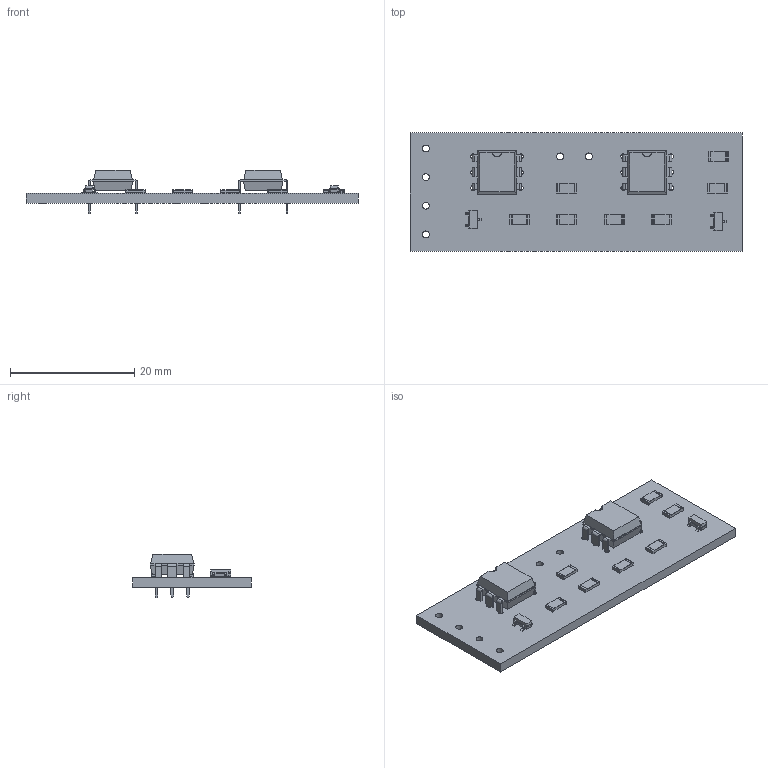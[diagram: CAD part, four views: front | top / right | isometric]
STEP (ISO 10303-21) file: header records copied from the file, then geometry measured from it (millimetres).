
FILE_DESCRIPTION(('KiCad electronic assembly'),'2;1');
FILE_NAME('motoVindicator.step','2021-07-19T11:25:13',('An Author'),( 'A Company'),'Open CASCADE STEP processor 6.9', 'KiCad to STEP converter','Unknown');
FILE_SCHEMA(('AUTOMOTIVE_DESIGN { 1 0 10303 214 1 1 1 1 }'));
Length unit declared in the file: millimetre
Products named in the file (8): Open CASCADE STEP translator 6.9 1; R_1206_3216Metric; SOLID; DIP-6_W7.62mm; SOT-23; COMPOUND
Assembly tree (15 placements, depth 3):
  Open CASCADE STEP translator 6.9 1
    R_1206_3216Metric  x7
      SOLID
    DIP-6_W7.62mm  x2
      SOLID
    SOT-23  x2
      SOLID
    COMPOUND
Bounding box: 53.34 x 19.05 x 6.98 mm (x, y, z)
Volume: 1910.8 mm3; surface area: 2929.4 mm2
Topology: 12 solids, 12 shells, 587 faces, 1509 edges, 946 vertices
Faces by surface type: plane 373, cylinder 124, bspline 90
Full cylindrical faces by diameter (mm): 0.8 x12, 1.1 x6
Entity records: 17803 total; most frequent: CARTESIAN_POINT 3808, DIRECTION 2210, LINE 1504, VECTOR 1504, ORIENTED_EDGE 1238, PCURVE 1238, DEFINITIONAL_REPRESENTATION 1238, EDGE_CURVE 619
